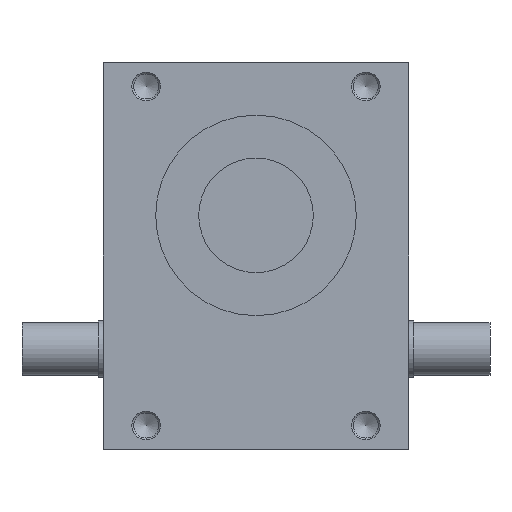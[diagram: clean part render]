
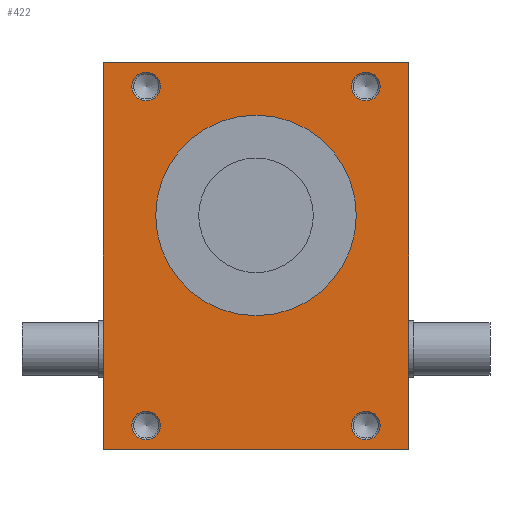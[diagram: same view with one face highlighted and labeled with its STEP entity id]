
A CAD part, front view. The second image highlights one B-rep face of the part: STEP entity #422.
In plain terms, the highlighted planar face has unit normal (0, -1, 0).
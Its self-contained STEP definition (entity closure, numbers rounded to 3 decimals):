
#422 = ADVANCED_FACE( '', ( #903, #904, #905, #906, #907, #908 ), #909, .F. );
#903 = FACE_BOUND( '', #1458, .T. );
#904 = FACE_BOUND( '', #1459, .T. );
#905 = FACE_BOUND( '', #1460, .T. );
#906 = FACE_BOUND( '', #1461, .T. );
#907 = FACE_BOUND( '', #1462, .T. );
#908 = FACE_OUTER_BOUND( '', #1463, .T. );
#909 = PLANE( '', #1464 );
#1458 = EDGE_LOOP( '', ( #2489 ) );
#1459 = EDGE_LOOP( '', ( #2490 ) );
#1460 = EDGE_LOOP( '', ( #2491 ) );
#1461 = EDGE_LOOP( '', ( #2492 ) );
#1462 = EDGE_LOOP( '', ( #2493 ) );
#1463 = EDGE_LOOP( '', ( #2494, #2495, #2496, #2497 ) );
#1464 = AXIS2_PLACEMENT_3D( '', #2498, #2499, #2500 );
#2489 = ORIENTED_EDGE( '', *, *, #3475, .F. );
#2490 = ORIENTED_EDGE( '', *, *, #3430, .F. );
#2491 = ORIENTED_EDGE( '', *, *, #3435, .F. );
#2492 = ORIENTED_EDGE( '', *, *, #3476, .F. );
#2493 = ORIENTED_EDGE( '', *, *, #3477, .T. );
#2494 = ORIENTED_EDGE( '', *, *, #3377, .T. );
#2495 = ORIENTED_EDGE( '', *, *, #3230, .F. );
#2496 = ORIENTED_EDGE( '', *, *, #3478, .F. );
#2497 = ORIENTED_EDGE( '', *, *, #3221, .T. );
#2498 = CARTESIAN_POINT( '', ( -160., -135., 202.5 ) );
#2499 = DIRECTION( '', ( 0., 1., 0. ) );
#2500 = DIRECTION( '', ( 0., 0., 1. ) );
#3221 = EDGE_CURVE( '', #3848, #3846, #3849, .T. );
#3230 = EDGE_CURVE( '', #3862, #3857, #3864, .T. );
#3377 = EDGE_CURVE( '', #3846, #3857, #4098, .T. );
#3430 = EDGE_CURVE( '', #4170, #4170, #4171, .T. );
#3435 = EDGE_CURVE( '', #4177, #4177, #4178, .T. );
#3475 = EDGE_CURVE( '', #4232, #4232, #4233, .T. );
#3476 = EDGE_CURVE( '', #4234, #4234, #4235, .T. );
#3477 = EDGE_CURVE( '', #4236, #4236, #4237, .T. );
#3478 = EDGE_CURVE( '', #3848, #3862, #4238, .T. );
#3846 = VERTEX_POINT( '', #4695 );
#3848 = VERTEX_POINT( '', #4698 );
#3849 = LINE( '', #4699, #4700 );
#3857 = VERTEX_POINT( '', #4710 );
#3862 = VERTEX_POINT( '', #4717 );
#3864 = LINE( '', #4720, #4721 );
#4098 = LINE( '', #5039, #5040 );
#4170 = VERTEX_POINT( '', #5138 );
#4171 = CIRCLE( '', #5139, 15. );
#4177 = VERTEX_POINT( '', #5146 );
#4178 = CIRCLE( '', #5147, 15. );
#4232 = VERTEX_POINT( '', #5307 );
#4233 = CIRCLE( '', #5308, 15. );
#4234 = VERTEX_POINT( '', #5309 );
#4235 = CIRCLE( '', #5310, 15. );
#4236 = VERTEX_POINT( '', #5311 );
#4237 = CIRCLE( '', #5312, 105. );
#4238 = LINE( '', #5313, #5314 );
#4695 = CARTESIAN_POINT( '', ( -160., -135., -202.5 ) );
#4698 = CARTESIAN_POINT( '', ( -160., -135., 202.5 ) );
#4699 = CARTESIAN_POINT( '', ( -160., -135., 202.5 ) );
#4700 = VECTOR( '', #5673, 1000. );
#4710 = CARTESIAN_POINT( '', ( 160., -135., -202.5 ) );
#4717 = CARTESIAN_POINT( '', ( 160., -135., 202.5 ) );
#4720 = CARTESIAN_POINT( '', ( 160., -135., 202.5 ) );
#4721 = VECTOR( '', #5682, 1000. );
#5039 = CARTESIAN_POINT( '', ( -160., -135., -202.5 ) );
#5040 = VECTOR( '', #5887, 1000. );
#5138 = CARTESIAN_POINT( '', ( -115., -135., 162.5 ) );
#5139 = AXIS2_PLACEMENT_3D( '', #5932, #5933, #5934 );
#5146 = CARTESIAN_POINT( '', ( 115., -135., 162.5 ) );
#5147 = AXIS2_PLACEMENT_3D( '', #5939, #5940, #5941 );
#5307 = CARTESIAN_POINT( '', ( -115., -135., -192.5 ) );
#5308 = AXIS2_PLACEMENT_3D( '', #5985, #5986, #5987 );
#5309 = CARTESIAN_POINT( '', ( 115., -135., -192.5 ) );
#5310 = AXIS2_PLACEMENT_3D( '', #5988, #5989, #5990 );
#5311 = CARTESIAN_POINT( '', ( 105., -135., 42.5 ) );
#5312 = AXIS2_PLACEMENT_3D( '', #5991, #5992, #5993 );
#5313 = CARTESIAN_POINT( '', ( -160., -135., 202.5 ) );
#5314 = VECTOR( '', #5994, 1000. );
#5673 = DIRECTION( '', ( 0., 0., -1. ) );
#5682 = DIRECTION( '', ( 0., 0., -1. ) );
#5887 = DIRECTION( '', ( 1., 0., 0. ) );
#5932 = CARTESIAN_POINT( '', ( -115., -135., 177.5 ) );
#5933 = DIRECTION( '', ( 0., -1., 0. ) );
#5934 = DIRECTION( '', ( 0., 0., -1. ) );
#5939 = CARTESIAN_POINT( '', ( 115., -135., 177.5 ) );
#5940 = DIRECTION( '', ( 0., -1., 0. ) );
#5941 = DIRECTION( '', ( 0., 0., -1. ) );
#5985 = CARTESIAN_POINT( '', ( -115., -135., -177.5 ) );
#5986 = DIRECTION( '', ( 0., -1., 0. ) );
#5987 = DIRECTION( '', ( 0., 0., -1. ) );
#5988 = CARTESIAN_POINT( '', ( 115., -135., -177.5 ) );
#5989 = DIRECTION( '', ( 0., -1., 0. ) );
#5990 = DIRECTION( '', ( 0., 0., -1. ) );
#5991 = CARTESIAN_POINT( '', ( 0., -135., 42.5 ) );
#5992 = DIRECTION( '', ( 0., 1., 0. ) );
#5993 = DIRECTION( '', ( 1., 0., 0. ) );
#5994 = DIRECTION( '', ( 1., 0., 0. ) );
